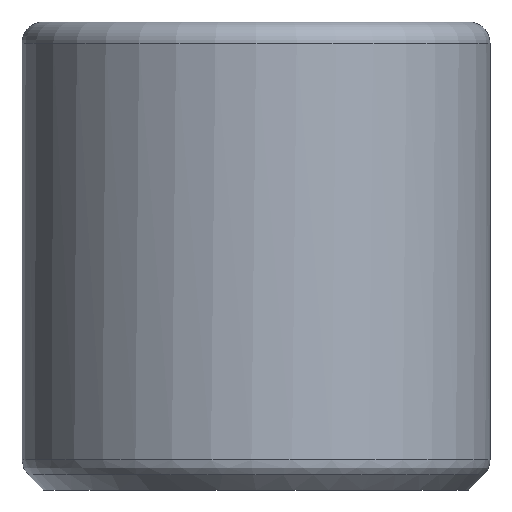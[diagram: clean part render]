
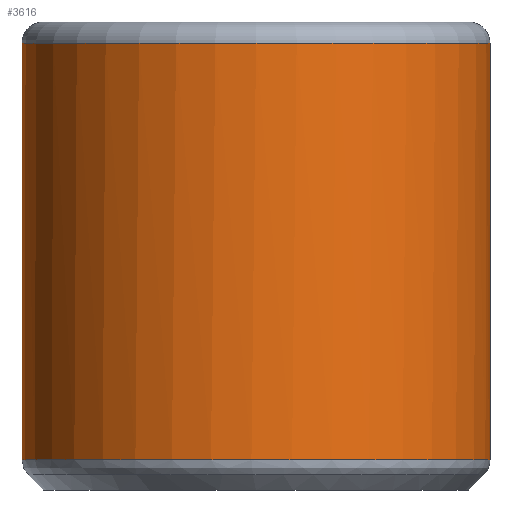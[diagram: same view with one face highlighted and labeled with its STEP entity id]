
A CAD part, front view. The second image highlights one B-rep face of the part: STEP entity #3616.
In plain terms, the highlighted cylindrical face has radius 11 mm (diameter 22 mm), a full revolution.
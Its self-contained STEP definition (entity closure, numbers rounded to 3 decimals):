
#488 = ( BOUNDED_SURFACE() B_SPLINE_SURFACE(2,14,(
    (#489,#490,#491,#492,#493,#494,#495,#496,#497,#498,#499,#500,#501
      ,#502,#503)
    ,(#504,#505,#506,#507,#508,#509,#510,#511,#512,#513,#514,#515,#516
      ,#517,#518)
    ,(#519,#520,#521,#522,#523,#524,#525,#526,#527,#528,#529,#530,#531
      ,#532,#533
)),.UNSPECIFIED.,.F.,.T.,.F.) B_SPLINE_SURFACE_WITH_KNOTS((3,3),(15,15),
  (0.,69.115),(0.,69.115),.PIECEWISE_BEZIER_KNOTS.) 
GEOMETRIC_REPRESENTATION_ITEM() RATIONAL_B_SPLINE_SURFACE((
    (1.,1.,1.,1.,1.,1.,1.
      ,1.,1.,1.,1.
      ,1.,1.,1.,1.)
    ,(0.924,0.924,0.924,0.924
      ,0.924,0.924,0.924,0.924
      ,0.924,0.924,0.924,0.924
      ,0.924,0.924,0.924)
    ,(1.,1.,1.,1.,1.,1.,1.
      ,1.,1.,1.,1.
,1.,1.,1.,1.))) REPRESENTATION_ITEM('') SURFACE() );
#489 = CARTESIAN_POINT('',(11.,0.,1.414));
#490 = CARTESIAN_POINT('',(11.,4.865,1.414
    ));
#491 = CARTESIAN_POINT('',(8.683,9.834,1.414)
  );
#492 = CARTESIAN_POINT('',(3.885,13.612,1.414
    ));
#493 = CARTESIAN_POINT('',(-2.658,14.854,
    1.414));
#494 = CARTESIAN_POINT('',(-9.437,12.395,
    1.414));
#495 = CARTESIAN_POINT('',(-13.984,7.529,1.414
    ));
#496 = CARTESIAN_POINT('',(-16.861,0.,
    1.414));
#497 = CARTESIAN_POINT('',(-13.984,-7.529,1.414
    ));
#498 = CARTESIAN_POINT('',(-9.437,-12.395,
    1.414));
#499 = CARTESIAN_POINT('',(-2.658,-14.854,
    1.414));
#500 = CARTESIAN_POINT('',(3.885,-13.612,1.414
    ));
#501 = CARTESIAN_POINT('',(8.683,-9.834,1.414
    ));
#502 = CARTESIAN_POINT('',(11.,-4.865,
    1.414));
#503 = CARTESIAN_POINT('',(11.,0.,1.414));
#504 = CARTESIAN_POINT('',(11.,0.,1.));
#505 = CARTESIAN_POINT('',(11.,4.865,1.));
#506 = CARTESIAN_POINT('',(8.683,9.834,1.));
#507 = CARTESIAN_POINT('',(3.885,13.612,1.
    ));
#508 = CARTESIAN_POINT('',(-2.658,14.854,
    1.));
#509 = CARTESIAN_POINT('',(-9.437,12.395,1.
    ));
#510 = CARTESIAN_POINT('',(-13.984,7.529,1.
    ));
#511 = CARTESIAN_POINT('',(-16.861,0.,
    1.));
#512 = CARTESIAN_POINT('',(-13.984,-7.529,
    1.));
#513 = CARTESIAN_POINT('',(-9.437,-12.395,1.
    ));
#514 = CARTESIAN_POINT('',(-2.658,-14.854,
    1.));
#515 = CARTESIAN_POINT('',(3.885,-13.612,1.));
#516 = CARTESIAN_POINT('',(8.683,-9.834,1.));
#517 = CARTESIAN_POINT('',(11.,-4.865,1.));
#518 = CARTESIAN_POINT('',(11.,0.,1.));
#519 = CARTESIAN_POINT('',(10.707,0.,0.707));
#520 = CARTESIAN_POINT('',(10.707,4.736,0.707
    ));
#521 = CARTESIAN_POINT('',(8.452,9.572,0.707)
  );
#522 = CARTESIAN_POINT('',(3.782,13.249,0.707
    ));
#523 = CARTESIAN_POINT('',(-2.588,14.458,
    0.707));
#524 = CARTESIAN_POINT('',(-9.186,12.065,
    0.707));
#525 = CARTESIAN_POINT('',(-13.612,7.328,0.707
    ));
#526 = CARTESIAN_POINT('',(-16.412,0.,
    0.707));
#527 = CARTESIAN_POINT('',(-13.612,-7.328,
    0.707));
#528 = CARTESIAN_POINT('',(-9.186,-12.065,
    0.707));
#529 = CARTESIAN_POINT('',(-2.588,-14.458,
    0.707));
#530 = CARTESIAN_POINT('',(3.782,-13.249,0.707
    ));
#531 = CARTESIAN_POINT('',(8.452,-9.572,0.707
    ));
#532 = CARTESIAN_POINT('',(10.707,-4.736,0.707
    ));
#533 = CARTESIAN_POINT('',(10.707,0.,
    0.707));
#1925 = VERTEX_POINT('',#1926);
#1926 = CARTESIAN_POINT('',(11.,0.,1.414));
#1947 = EDGE_CURVE('',#1925,#1925,#1948,.T.);
#1948 = SURFACE_CURVE('',#1949,(#1965,#1972),.PCURVE_S1.);
#1949 = ( BOUNDED_CURVE() B_SPLINE_CURVE(14,(#1950,#1951,#1952,#1953,
    #1954,#1955,#1956,#1957,#1958,#1959,#1960,#1961,#1962,#1963,#1964),
.UNSPECIFIED.,.T.,.F.) B_SPLINE_CURVE_WITH_KNOTS((15,15),(0.,
69.115),.PIECEWISE_BEZIER_KNOTS.) CURVE() 
GEOMETRIC_REPRESENTATION_ITEM() RATIONAL_B_SPLINE_CURVE((1.,1.,1.,
    1.,1.,1.,1.,1.,
    1.,1.,1.,1.,1.,1.,1.
)) REPRESENTATION_ITEM('') );
#1950 = CARTESIAN_POINT('',(11.,0.,1.414));
#1951 = CARTESIAN_POINT('',(11.,4.865,
    1.414));
#1952 = CARTESIAN_POINT('',(8.683,9.834,1.414
    ));
#1953 = CARTESIAN_POINT('',(3.885,13.612,
    1.414));
#1954 = CARTESIAN_POINT('',(-2.658,14.854,
    1.414));
#1955 = CARTESIAN_POINT('',(-9.437,12.395,
    1.414));
#1956 = CARTESIAN_POINT('',(-13.984,7.529,
    1.414));
#1957 = CARTESIAN_POINT('',(-16.861,0.,
    1.414));
#1958 = CARTESIAN_POINT('',(-13.984,-7.529,
    1.414));
#1959 = CARTESIAN_POINT('',(-9.437,-12.395,
    1.414));
#1960 = CARTESIAN_POINT('',(-2.658,-14.854,
    1.414));
#1961 = CARTESIAN_POINT('',(3.885,-13.612,
    1.414));
#1962 = CARTESIAN_POINT('',(8.683,-9.834,
    1.414));
#1963 = CARTESIAN_POINT('',(11.,-4.865,
    1.414));
#1964 = CARTESIAN_POINT('',(11.,0.,1.414));
#1965 = PCURVE('',#488,#1966);
#1966 = DEFINITIONAL_REPRESENTATION('',(#1967),#1971);
#1967 = LINE('',#1968,#1969);
#1968 = CARTESIAN_POINT('',(0.,0.));
#1969 = VECTOR('',#1970,1.);
#1970 = DIRECTION('',(0.,1.));
#1971 = ( GEOMETRIC_REPRESENTATION_CONTEXT(2) 
PARAMETRIC_REPRESENTATION_CONTEXT() REPRESENTATION_CONTEXT('2D SPACE',''
  ) );
#1972 = PCURVE('',#1973,#1978);
#1973 = CYLINDRICAL_SURFACE('',#1974,11.);
#1974 = AXIS2_PLACEMENT_3D('',#1975,#1976,#1977);
#1975 = CARTESIAN_POINT('',(0.,0.,0.));
#1976 = DIRECTION('',(-0.,-0.,-1.));
#1977 = DIRECTION('',(1.,0.,0.));
#1978 = DEFINITIONAL_REPRESENTATION('',(#1979),#2000);
#1979 = B_SPLINE_CURVE_WITH_KNOTS('',10,(#1980,#1981,#1982,#1983,#1984,
    #1985,#1986,#1987,#1988,#1989,#1990,#1991,#1992,#1993,#1994,#1995,
    #1996,#1997,#1998,#1999),.UNSPECIFIED.,.F.,.F.,(11,9,11),(0.,
    34.558,69.115),.UNSPECIFIED.);
#1980 = CARTESIAN_POINT('',(0.,-1.414));
#1981 = CARTESIAN_POINT('',(-0.31,-1.414));
#1982 = CARTESIAN_POINT('',(-0.624,-1.414));
#1983 = CARTESIAN_POINT('',(-0.94,-1.414));
#1984 = CARTESIAN_POINT('',(-1.256,-1.414));
#1985 = CARTESIAN_POINT('',(-1.57,-1.414));
#1986 = CARTESIAN_POINT('',(-1.885,-1.414));
#1987 = CARTESIAN_POINT('',(-2.199,-1.414));
#1988 = CARTESIAN_POINT('',(-2.513,-1.414));
#1989 = CARTESIAN_POINT('',(-2.827,-1.414));
#1990 = CARTESIAN_POINT('',(-3.456,-1.414));
#1991 = CARTESIAN_POINT('',(-3.77,-1.414));
#1992 = CARTESIAN_POINT('',(-4.084,-1.414));
#1993 = CARTESIAN_POINT('',(-4.398,-1.414));
#1994 = CARTESIAN_POINT('',(-4.713,-1.414));
#1995 = CARTESIAN_POINT('',(-5.027,-1.414));
#1996 = CARTESIAN_POINT('',(-5.343,-1.414));
#1997 = CARTESIAN_POINT('',(-5.659,-1.414));
#1998 = CARTESIAN_POINT('',(-5.974,-1.414));
#1999 = CARTESIAN_POINT('',(-6.283,-1.414));
#2000 = ( GEOMETRIC_REPRESENTATION_CONTEXT(2) 
PARAMETRIC_REPRESENTATION_CONTEXT() REPRESENTATION_CONTEXT('2D SPACE',''
  ) );
#3616 = ADVANCED_FACE('',(#3617),#1973,.T.);
#3617 = FACE_BOUND('',#3618,.F.);
#3618 = EDGE_LOOP('',(#3619,#3642,#3669,#3670));
#3619 = ORIENTED_EDGE('',*,*,#3620,.T.);
#3620 = EDGE_CURVE('',#1925,#3621,#3623,.T.);
#3621 = VERTEX_POINT('',#3622);
#3622 = CARTESIAN_POINT('',(11.,0.,21.));
#3623 = SEAM_CURVE('',#3624,(#3628,#3635),.PCURVE_S1.);
#3624 = LINE('',#3625,#3626);
#3625 = CARTESIAN_POINT('',(11.,0.,0.));
#3626 = VECTOR('',#3627,1.);
#3627 = DIRECTION('',(0.,0.,1.));
#3628 = PCURVE('',#1973,#3629);
#3629 = DEFINITIONAL_REPRESENTATION('',(#3630),#3634);
#3630 = LINE('',#3631,#3632);
#3631 = CARTESIAN_POINT('',(-0.,0.));
#3632 = VECTOR('',#3633,1.);
#3633 = DIRECTION('',(-0.,-1.));
#3634 = ( GEOMETRIC_REPRESENTATION_CONTEXT(2) 
PARAMETRIC_REPRESENTATION_CONTEXT() REPRESENTATION_CONTEXT('2D SPACE',''
  ) );
#3635 = PCURVE('',#1973,#3636);
#3636 = DEFINITIONAL_REPRESENTATION('',(#3637),#3641);
#3637 = LINE('',#3638,#3639);
#3638 = CARTESIAN_POINT('',(-6.283,0.));
#3639 = VECTOR('',#3640,1.);
#3640 = DIRECTION('',(-0.,-1.));
#3641 = ( GEOMETRIC_REPRESENTATION_CONTEXT(2) 
PARAMETRIC_REPRESENTATION_CONTEXT() REPRESENTATION_CONTEXT('2D SPACE',''
  ) );
#3642 = ORIENTED_EDGE('',*,*,#3643,.T.);
#3643 = EDGE_CURVE('',#3621,#3621,#3644,.T.);
#3644 = SURFACE_CURVE('',#3645,(#3650,#3657),.PCURVE_S1.);
#3645 = CIRCLE('',#3646,11.);
#3646 = AXIS2_PLACEMENT_3D('',#3647,#3648,#3649);
#3647 = CARTESIAN_POINT('',(0.,0.,21.));
#3648 = DIRECTION('',(0.,0.,1.));
#3649 = DIRECTION('',(1.,0.,-0.));
#3650 = PCURVE('',#1973,#3651);
#3651 = DEFINITIONAL_REPRESENTATION('',(#3652),#3656);
#3652 = LINE('',#3653,#3654);
#3653 = CARTESIAN_POINT('',(-0.,-21.));
#3654 = VECTOR('',#3655,1.);
#3655 = DIRECTION('',(-1.,0.));
#3656 = ( GEOMETRIC_REPRESENTATION_CONTEXT(2) 
PARAMETRIC_REPRESENTATION_CONTEXT() REPRESENTATION_CONTEXT('2D SPACE',''
  ) );
#3657 = PCURVE('',#3658,#3663);
#3658 = TOROIDAL_SURFACE('',#3659,10.,1.);
#3659 = AXIS2_PLACEMENT_3D('',#3660,#3661,#3662);
#3660 = CARTESIAN_POINT('',(0.,0.,21.));
#3661 = DIRECTION('',(0.,0.,1.));
#3662 = DIRECTION('',(1.,0.,-0.));
#3663 = DEFINITIONAL_REPRESENTATION('',(#3664),#3668);
#3664 = LINE('',#3665,#3666);
#3665 = CARTESIAN_POINT('',(0.,0.));
#3666 = VECTOR('',#3667,1.);
#3667 = DIRECTION('',(1.,0.));
#3668 = ( GEOMETRIC_REPRESENTATION_CONTEXT(2) 
PARAMETRIC_REPRESENTATION_CONTEXT() REPRESENTATION_CONTEXT('2D SPACE',''
  ) );
#3669 = ORIENTED_EDGE('',*,*,#3620,.F.);
#3670 = ORIENTED_EDGE('',*,*,#1947,.F.);
